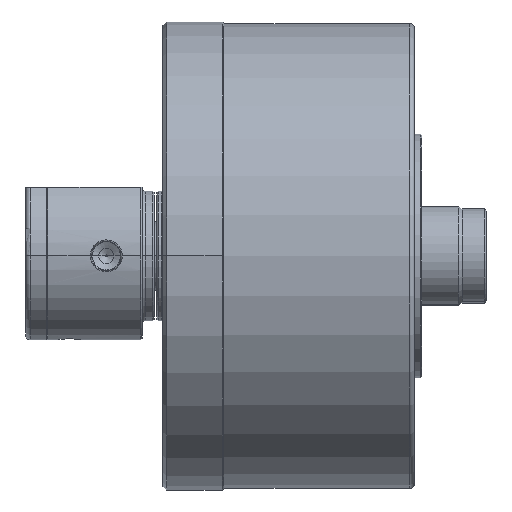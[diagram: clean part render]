
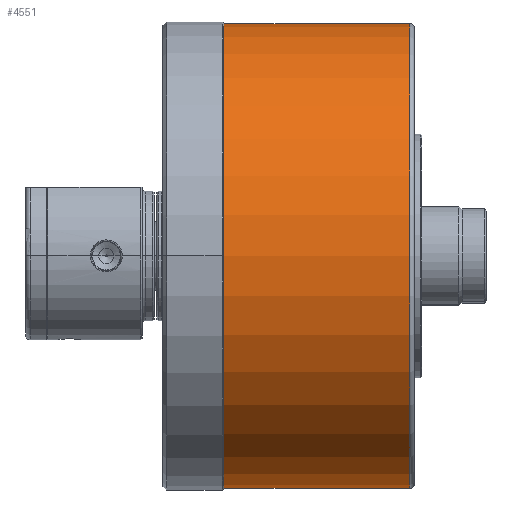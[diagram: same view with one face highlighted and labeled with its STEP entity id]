
A CAD part, top view. The second image highlights one B-rep face of the part: STEP entity #4551.
In plain terms, the highlighted cylindrical face has radius 152.5 mm (diameter 305 mm), a partial arc.
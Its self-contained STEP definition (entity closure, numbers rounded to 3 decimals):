
#11 = CARTESIAN_POINT ( 'NONE',  ( 10., 152.5, 0. ) ) ;
#17 = CARTESIAN_POINT ( 'NONE',  ( 132., 152.5, 0. ) ) ;
#52 = CIRCLE ( 'NONE', #59, 152.5 ) ;
#53 = DIRECTION ( 'NONE',  ( 0., -1., 0. ) ) ;
#54 = DIRECTION ( 'NONE',  ( -1., 0., 0. ) ) ;
#55 = CARTESIAN_POINT ( 'NONE',  ( 132., 0., 0. ) ) ;
#56 = DIRECTION ( 'NONE',  ( -1., 0., 0. ) ) ;
#57 = VECTOR ( 'NONE', #56, 1000. ) ;
#59 = AXIS2_PLACEMENT_3D ( 'NONE', #55, #54, #53 ) ;
#60 = CARTESIAN_POINT ( 'NONE',  ( 0., 152.5, 0. ) ) ;
#61 = LINE ( 'NONE', #60, #57 ) ;
#4551 = ADVANCED_FACE ( 'NONE', ( #8653 ), #8652, .T. ) ;
#4572 = ORIENTED_EDGE ( 'NONE', *, *, #4606, .T. ) ;
#4573 = VERTEX_POINT ( 'NONE', #11 ) ;
#4574 = VERTEX_POINT ( 'NONE', #17 ) ;
#4604 = EDGE_CURVE ( 'NONE', #4574, #4573, #61, .T. ) ;
#4606 = EDGE_CURVE ( 'NONE', #4665, #4574, #52, .T. ) ;
#4619 = EDGE_LOOP ( 'NONE', ( #4572, #4667, #4661, #4635 ) ) ;
#4635 = ORIENTED_EDGE ( 'NONE', *, *, #4663, .F. ) ;
#4661 = ORIENTED_EDGE ( 'NONE', *, *, #4745, .F. ) ;
#4662 = VERTEX_POINT ( 'NONE', #8303 ) ;
#4663 = EDGE_CURVE ( 'NONE', #4665, #4662, #8313, .T. ) ;
#4665 = VERTEX_POINT ( 'NONE', #8413 ) ;
#4667 = ORIENTED_EDGE ( 'NONE', *, *, #4604, .T. ) ;
#4745 = EDGE_CURVE ( 'NONE', #4662, #4573, #6014, .T. ) ;
#5979 = CARTESIAN_POINT ( 'NONE',  ( 10., 0., 0. ) ) ;
#6009 = DIRECTION ( 'NONE',  ( -1., 0., 0. ) ) ;
#6014 = CIRCLE ( 'NONE', #6025, 152.5 ) ;
#6025 = AXIS2_PLACEMENT_3D ( 'NONE', #5979, #6009, #6037 ) ;
#6037 = DIRECTION ( 'NONE',  ( 0., -1., 0. ) ) ;
#8303 = CARTESIAN_POINT ( 'NONE',  ( 10., -152.5, 0. ) ) ;
#8313 = LINE ( 'NONE', #8388, #8428 ) ;
#8360 = DIRECTION ( 'NONE',  ( -1., 0., 0. ) ) ;
#8388 = CARTESIAN_POINT ( 'NONE',  ( 0., -152.5, 0. ) ) ;
#8413 = CARTESIAN_POINT ( 'NONE',  ( 132., -152.5, 0. ) ) ;
#8428 = VECTOR ( 'NONE', #8360, 1000. ) ;
#8649 = AXIS2_PLACEMENT_3D ( 'NONE', #8656, #8669, #8654 ) ;
#8652 = CYLINDRICAL_SURFACE ( 'NONE', #8649, 152.5 ) ;
#8653 = FACE_OUTER_BOUND ( 'NONE', #4619, .T. ) ;
#8654 = DIRECTION ( 'NONE',  ( 0., -1., 0. ) ) ;
#8656 = CARTESIAN_POINT ( 'NONE',  ( 0., 0., 0. ) ) ;
#8669 = DIRECTION ( 'NONE',  ( -1., 0., 0. ) ) ;
